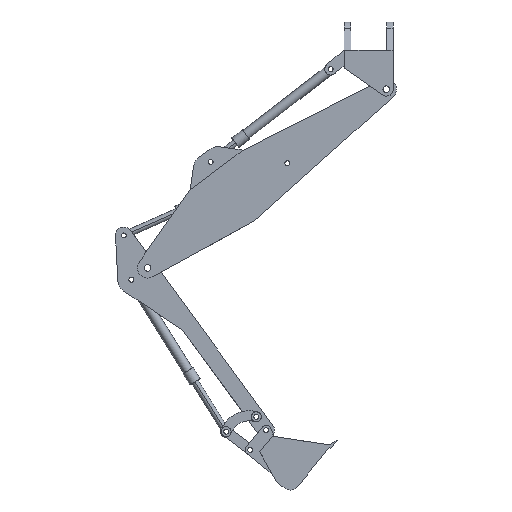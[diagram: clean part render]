
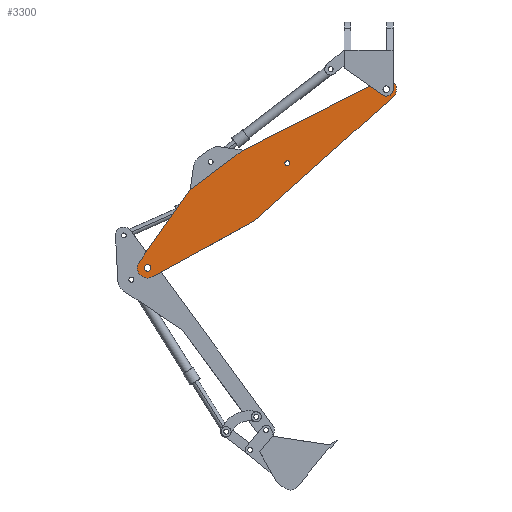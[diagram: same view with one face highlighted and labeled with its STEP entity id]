
A CAD part, left-side view. The second image highlights one B-rep face of the part: STEP entity #3300.
In plain terms, the highlighted face is planar.
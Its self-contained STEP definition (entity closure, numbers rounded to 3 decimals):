
#62 = EDGE_CURVE ( 'NONE', #3567, #10359, #8644, .T. ) ;
#73 = DIRECTION ( 'NONE',  ( 1., 0., 0. ) ) ;
#126 = VECTOR ( 'NONE', #404, 1000. ) ;
#365 = EDGE_CURVE ( 'NONE', #5551, #10288, #470, .T. ) ;
#404 = DIRECTION ( 'NONE',  ( 0.996, -0.087, 0. ) ) ;
#418 = EDGE_CURVE ( 'NONE', #10288, #5551, #6014, .T. ) ;
#470 = CIRCLE ( 'NONE', #8731, 51. ) ;
#519 = EDGE_CURVE ( 'NONE', #4950, #5832, #7390, .T. ) ;
#692 = DIRECTION ( 'NONE',  ( 1., 0., 0. ) ) ;
#698 = ORIENTED_EDGE ( 'NONE', *, *, #2104, .F. ) ;
#719 = CARTESIAN_POINT ( 'NONE',  ( -4576., 0., -253. ) ) ;
#779 = CARTESIAN_POINT ( 'NONE',  ( -1228.702, 561.937, -253. ) ) ;
#865 = VERTEX_POINT ( 'NONE', #719 ) ;
#973 = DIRECTION ( 'NONE',  ( 0., 0., -1. ) ) ;
#1020 = AXIS2_PLACEMENT_3D ( 'NONE', #3521, #10001, #5917 ) ;
#1305 = CARTESIAN_POINT ( 'NONE',  ( -4525., 0., -253. ) ) ;
#1352 = EDGE_LOOP ( 'NONE', ( #3808, #8728, #8004, #5495, #698, #2446, #3671, #4930 ) ) ;
#1456 = AXIS2_PLACEMENT_3D ( 'NONE', #9477, #6985, #3059 ) ;
#1466 = DIRECTION ( 'NONE',  ( -0.985, -0.174, 0. ) ) ;
#1469 = ORIENTED_EDGE ( 'NONE', *, *, #418, .T. ) ;
#1476 = DIRECTION ( 'NONE',  ( 0., 0., 1. ) ) ;
#1635 = CARTESIAN_POINT ( 'NONE',  ( -4525., 0., -253. ) ) ;
#1657 = DIRECTION ( 'NONE',  ( 0., 0., 1. ) ) ;
#1664 = ORIENTED_EDGE ( 'NONE', *, *, #519, .T. ) ;
#1676 = CARTESIAN_POINT ( 'NONE',  ( -4551.922, 152.644, -253. ) ) ;
#1678 = CARTESIAN_POINT ( 'NONE',  ( -2688., 0., -253. ) ) ;
#1821 = FACE_BOUND ( 'NONE', #5456, .T. ) ;
#1970 = FACE_OUTER_BOUND ( 'NONE', #1352, .T. ) ;
#1994 = DIRECTION ( 'NONE',  ( 0., 0., 1. ) ) ;
#2104 = EDGE_CURVE ( 'NONE', #5323, #5964, #2249, .T. ) ;
#2138 = CIRCLE ( 'NONE', #5857, 155. ) ;
#2249 = LINE ( 'NONE', #4726, #8819 ) ;
#2284 = CARTESIAN_POINT ( 'NONE',  ( -2612., 0., -253. ) ) ;
#2393 = CARTESIAN_POINT ( 'NONE',  ( 47.869, 147.423, -253. ) ) ;
#2446 = ORIENTED_EDGE ( 'NONE', *, *, #9177, .F. ) ;
#2525 = CARTESIAN_POINT ( 'NONE',  ( 51., 0., -253. ) ) ;
#2680 = VECTOR ( 'NONE', #7464, 1000. ) ;
#2891 = EDGE_CURVE ( 'NONE', #865, #9733, #7006, .T. ) ;
#2949 = CARTESIAN_POINT ( 'NONE',  ( 0., 0., -253. ) ) ;
#3059 = DIRECTION ( 'NONE',  ( 1., 0., 0. ) ) ;
#3118 = CARTESIAN_POINT ( 'NONE',  ( -2231.298, 561.937, -253. ) ) ;
#3169 = LINE ( 'NONE', #3118, #8228 ) ;
#3300 = ADVANCED_FACE ( 'NONE', ( #9878, #1821, #9239, #1970 ), #7423, .T. ) ;
#3506 = DIRECTION ( 'NONE',  ( 0., 0., 1. ) ) ;
#3521 = CARTESIAN_POINT ( 'NONE',  ( -4525., 0., -253. ) ) ;
#3567 = VERTEX_POINT ( 'NONE', #2393 ) ;
#3603 = CARTESIAN_POINT ( 'NONE',  ( -4474., 0., -253. ) ) ;
#3671 = ORIENTED_EDGE ( 'NONE', *, *, #8747, .F. ) ;
#3743 = DIRECTION ( 'NONE',  ( 1., 0., 0. ) ) ;
#3808 = ORIENTED_EDGE ( 'NONE', *, *, #10340, .F. ) ;
#3895 = VERTEX_POINT ( 'NONE', #10063 ) ;
#4048 = LINE ( 'NONE', #1676, #9479 ) ;
#4138 = DIRECTION ( 'NONE',  ( -1., 0., 0. ) ) ;
#4271 = VERTEX_POINT ( 'NONE', #6559 ) ;
#4584 = EDGE_LOOP ( 'NONE', ( #6658, #4633 ) ) ;
#4605 = DIRECTION ( 'NONE',  ( 0., 0., 1. ) ) ;
#4633 = ORIENTED_EDGE ( 'NONE', *, *, #10074, .T. ) ;
#4672 = ORIENTED_EDGE ( 'NONE', *, *, #7696, .T. ) ;
#4673 = DIRECTION ( 'NONE',  ( 0.99, 0.139, 0. ) ) ;
#4709 = CARTESIAN_POINT ( 'NONE',  ( -4525., 0., -253. ) ) ;
#4726 = CARTESIAN_POINT ( 'NONE',  ( 21.601, -153.487, -253. ) ) ;
#4736 = CARTESIAN_POINT ( 'NONE',  ( -51., 0., -253. ) ) ;
#4930 = ORIENTED_EDGE ( 'NONE', *, *, #4978, .F. ) ;
#4950 = VERTEX_POINT ( 'NONE', #2284 ) ;
#4978 = EDGE_CURVE ( 'NONE', #5764, #4271, #7124, .T. ) ;
#5323 = VERTEX_POINT ( 'NONE', #10272 ) ;
#5327 = DIRECTION ( 'NONE',  ( 1., 0., 0. ) ) ;
#5424 = DIRECTION ( 'NONE',  ( 1., 0., 0. ) ) ;
#5437 = CARTESIAN_POINT ( 'NONE',  ( 0., 0., -253. ) ) ;
#5456 = EDGE_LOOP ( 'NONE', ( #1469, #7533 ) ) ;
#5495 = ORIENTED_EDGE ( 'NONE', *, *, #8233, .F. ) ;
#5551 = VERTEX_POINT ( 'NONE', #2525 ) ;
#5566 = EDGE_LOOP ( 'NONE', ( #4672, #1664 ) ) ;
#5648 = AXIS2_PLACEMENT_3D ( 'NONE', #1635, #3506, #9986 ) ;
#5764 = VERTEX_POINT ( 'NONE', #8999 ) ;
#5832 = VERTEX_POINT ( 'NONE', #1678 ) ;
#5857 = AXIS2_PLACEMENT_3D ( 'NONE', #1305, #1994, #5424 ) ;
#5917 = DIRECTION ( 'NONE',  ( 1., 0., 0. ) ) ;
#5964 = VERTEX_POINT ( 'NONE', #7593 ) ;
#6014 = CIRCLE ( 'NONE', #1456, 51. ) ;
#6235 = CARTESIAN_POINT ( 'NONE',  ( -2650., 0., -253. ) ) ;
#6394 = VERTEX_POINT ( 'NONE', #7315 ) ;
#6559 = CARTESIAN_POINT ( 'NONE',  ( -4680., 0., -253. ) ) ;
#6593 = CIRCLE ( 'NONE', #1020, 51. ) ;
#6658 = ORIENTED_EDGE ( 'NONE', *, *, #2891, .T. ) ;
#6755 = AXIS2_PLACEMENT_3D ( 'NONE', #2949, #10212, #3743 ) ;
#6985 = DIRECTION ( 'NONE',  ( 0., 0., 1. ) ) ;
#7006 = CIRCLE ( 'NONE', #5648, 51. ) ;
#7097 = CIRCLE ( 'NONE', #6755, 155. ) ;
#7124 = CIRCLE ( 'NONE', #9335, 155. ) ;
#7315 = CARTESIAN_POINT ( 'NONE',  ( -4538.502, -154.411, -253. ) ) ;
#7390 = CIRCLE ( 'NONE', #10103, 38. ) ;
#7423 = PLANE ( 'NONE',  #8199 ) ;
#7464 = DIRECTION ( 'NONE',  ( -0.951, 0.309, 0. ) ) ;
#7533 = ORIENTED_EDGE ( 'NONE', *, *, #365, .T. ) ;
#7593 = CARTESIAN_POINT ( 'NONE',  ( 21.601, -153.487, -253. ) ) ;
#7696 = EDGE_CURVE ( 'NONE', #5832, #4950, #8112, .T. ) ;
#7839 = CARTESIAN_POINT ( 'NONE',  ( -1228.702, 561.937, -253. ) ) ;
#8004 = ORIENTED_EDGE ( 'NONE', *, *, #62, .F. ) ;
#8112 = CIRCLE ( 'NONE', #9122, 38. ) ;
#8199 = AXIS2_PLACEMENT_3D ( 'NONE', #8439, #973, #4138 ) ;
#8228 = VECTOR ( 'NONE', #692, 1000. ) ;
#8233 = EDGE_CURVE ( 'NONE', #5964, #3567, #7097, .T. ) ;
#8439 = CARTESIAN_POINT ( 'NONE',  ( -1624.608, 675., -253. ) ) ;
#8509 = LINE ( 'NONE', #10191, #126 ) ;
#8644 = LINE ( 'NONE', #7839, #2680 ) ;
#8728 = ORIENTED_EDGE ( 'NONE', *, *, #9880, .T. ) ;
#8731 = AXIS2_PLACEMENT_3D ( 'NONE', #5437, #10377, #9375 ) ;
#8747 = EDGE_CURVE ( 'NONE', #4271, #6394, #2138, .T. ) ;
#8819 = VECTOR ( 'NONE', #4673, 1000. ) ;
#8999 = CARTESIAN_POINT ( 'NONE',  ( -4551.922, 152.644, -253. ) ) ;
#9122 = AXIS2_PLACEMENT_3D ( 'NONE', #9387, #4605, #10178 ) ;
#9177 = EDGE_CURVE ( 'NONE', #6394, #5323, #8509, .T. ) ;
#9239 = FACE_BOUND ( 'NONE', #4584, .T. ) ;
#9335 = AXIS2_PLACEMENT_3D ( 'NONE', #4709, #1657, #73 ) ;
#9375 = DIRECTION ( 'NONE',  ( 1., 0., 0. ) ) ;
#9387 = CARTESIAN_POINT ( 'NONE',  ( -2650., 0., -253. ) ) ;
#9477 = CARTESIAN_POINT ( 'NONE',  ( 0., 0., -253. ) ) ;
#9479 = VECTOR ( 'NONE', #1466, 1000. ) ;
#9733 = VERTEX_POINT ( 'NONE', #3603 ) ;
#9878 = FACE_BOUND ( 'NONE', #5566, .T. ) ;
#9880 = EDGE_CURVE ( 'NONE', #3895, #10359, #3169, .T. ) ;
#9986 = DIRECTION ( 'NONE',  ( 1., 0., 0. ) ) ;
#10001 = DIRECTION ( 'NONE',  ( 0., 0., 1. ) ) ;
#10063 = CARTESIAN_POINT ( 'NONE',  ( -2231.298, 561.937, -253. ) ) ;
#10074 = EDGE_CURVE ( 'NONE', #9733, #865, #6593, .T. ) ;
#10103 = AXIS2_PLACEMENT_3D ( 'NONE', #6235, #1476, #5327 ) ;
#10178 = DIRECTION ( 'NONE',  ( 1., 0., 0. ) ) ;
#10191 = CARTESIAN_POINT ( 'NONE',  ( -1730., -400., -253. ) ) ;
#10212 = DIRECTION ( 'NONE',  ( 0., 0., 1. ) ) ;
#10272 = CARTESIAN_POINT ( 'NONE',  ( -1730., -400., -253. ) ) ;
#10288 = VERTEX_POINT ( 'NONE', #4736 ) ;
#10340 = EDGE_CURVE ( 'NONE', #3895, #5764, #4048, .T. ) ;
#10359 = VERTEX_POINT ( 'NONE', #779 ) ;
#10377 = DIRECTION ( 'NONE',  ( 0., 0., 1. ) ) ;
